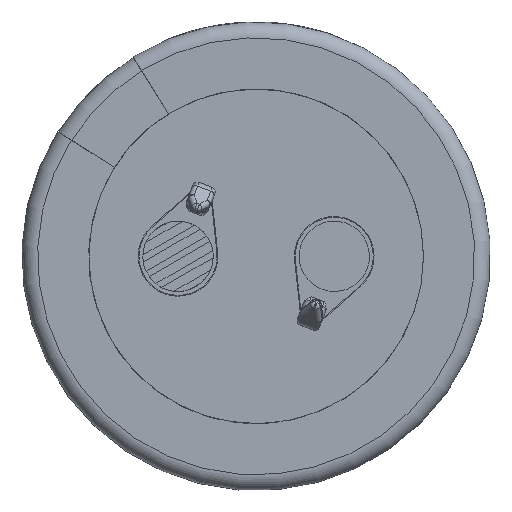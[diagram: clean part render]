
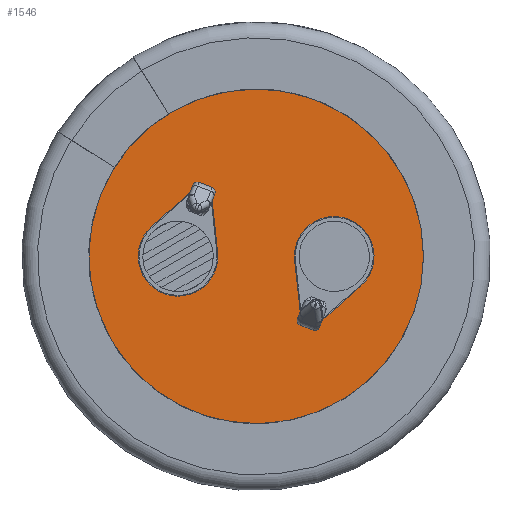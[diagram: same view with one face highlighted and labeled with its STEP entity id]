
A CAD part, front view. The second image highlights one B-rep face of the part: STEP entity #1546.
In plain terms, the highlighted planar face has unit normal (0, -1, 0).
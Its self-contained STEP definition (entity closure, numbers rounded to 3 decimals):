
#1546 = ADVANCED_FACE( '', ( #3276, #3277, #3278 ), #3279, .T. );
#3276 = FACE_OUTER_BOUND( '', #6968, .T. );
#3277 = FACE_BOUND( '', #6969, .T. );
#3278 = FACE_BOUND( '', #6970, .T. );
#3279 = PLANE( '', #6971 );
#6968 = EDGE_LOOP( '', ( #11302 ) );
#6969 = EDGE_LOOP( '', ( #11303, #11304, #11305, #11306 ) );
#6970 = EDGE_LOOP( '', ( #11307, #11308, #11309, #11310 ) );
#6971 = AXIS2_PLACEMENT_3D( '', #11311, #11312, #11313 );
#11302 = ORIENTED_EDGE( '', *, *, #14403, .T. );
#11303 = ORIENTED_EDGE( '', *, *, #13090, .F. );
#11304 = ORIENTED_EDGE( '', *, *, #14054, .F. );
#11305 = ORIENTED_EDGE( '', *, *, #14058, .F. );
#11306 = ORIENTED_EDGE( '', *, *, #14482, .F. );
#11307 = ORIENTED_EDGE( '', *, *, #14174, .T. );
#11308 = ORIENTED_EDGE( '', *, *, #14483, .T. );
#11309 = ORIENTED_EDGE( '', *, *, #14389, .T. );
#11310 = ORIENTED_EDGE( '', *, *, #13364, .T. );
#11311 = CARTESIAN_POINT( '', ( 0., 0., 0. ) );
#11312 = DIRECTION( '', ( 0., -1., 0. ) );
#11313 = DIRECTION( '', ( 1., 0., 0. ) );
#13090 = EDGE_CURVE( '', #15445, #15446, #15447, .T. );
#13364 = EDGE_CURVE( '', #15900, #15901, #15902, .T. );
#14054 = EDGE_CURVE( '', #16943, #15445, #16944, .T. );
#14058 = EDGE_CURVE( '', #16948, #16943, #16949, .T. );
#14174 = EDGE_CURVE( '', #15901, #17100, #17101, .T. );
#14389 = EDGE_CURVE( '', #17368, #15900, #17369, .T. );
#14403 = EDGE_CURVE( '', #17386, #17386, #17387, .T. );
#14482 = EDGE_CURVE( '', #15446, #16948, #17474, .T. );
#14483 = EDGE_CURVE( '', #17100, #17368, #17475, .T. );
#15445 = VERTEX_POINT( '', #19181 );
#15446 = VERTEX_POINT( '', #19182 );
#15447 = LINE( '', #19183, #19184 );
#15900 = VERTEX_POINT( '', #20345 );
#15901 = VERTEX_POINT( '', #20346 );
#15902 = CIRCLE( '', #20347, 2.55 );
#16943 = VERTEX_POINT( '', #22645 );
#16944 = LINE( '', #22646, #22647 );
#16948 = VERTEX_POINT( '', #22652 );
#16949 = LINE( '', #22653, #22654 );
#17100 = VERTEX_POINT( '', #23034 );
#17101 = LINE( '', #23035, #23036 );
#17368 = VERTEX_POINT( '', #23642 );
#17369 = LINE( '', #23643, #23644 );
#17386 = VERTEX_POINT( '', #23670 );
#17387 = CIRCLE( '', #23671, 12.429 );
#17474 = CIRCLE( '', #23898, 2.55 );
#17475 = LINE( '', #23899, #23900 );
#19181 = CARTESIAN_POINT( '', ( -4.27, 0., 4.059 ) );
#19182 = CARTESIAN_POINT( '', ( -6.694, 0., 1.906 ) );
#19183 = CARTESIAN_POINT( '', ( -4.27, 0., 4.059 ) );
#19184 = VECTOR( '', #24671, 1000. );
#20345 = CARTESIAN_POINT( '', ( 2.465, 0., -0.274 ) );
#20346 = CARTESIAN_POINT( '', ( 6.694, 0., -1.906 ) );
#20347 = AXIS2_PLACEMENT_3D( '', #24746, #24747, #24748 );
#22645 = CARTESIAN_POINT( '', ( -2.814, 0., 3.497 ) );
#22646 = CARTESIAN_POINT( '', ( -2.814, 0., 3.497 ) );
#22647 = VECTOR( '', #25018, 1000. );
#22652 = CARTESIAN_POINT( '', ( -2.465, 0., 0.274 ) );
#22653 = CARTESIAN_POINT( '', ( -2.465, 0., 0.274 ) );
#22654 = VECTOR( '', #25020, 1000. );
#23034 = CARTESIAN_POINT( '', ( 4.27, 0., -4.059 ) );
#23035 = CARTESIAN_POINT( '', ( 6.694, 0., -1.906 ) );
#23036 = VECTOR( '', #25052, 1000. );
#23642 = CARTESIAN_POINT( '', ( 2.814, 0., -3.497 ) );
#23643 = CARTESIAN_POINT( '', ( 2.814, 0., -3.497 ) );
#23644 = VECTOR( '', #25114, 1000. );
#23670 = CARTESIAN_POINT( '', ( 12.429, 0., 0. ) );
#23671 = AXIS2_PLACEMENT_3D( '', #25120, #25121, #25122 );
#23898 = AXIS2_PLACEMENT_3D( '', #25144, #25145, #25146 );
#23899 = CARTESIAN_POINT( '', ( 4.27, 0., -4.059 ) );
#23900 = VECTOR( '', #25147, 1000. );
#24671 = DIRECTION( '', ( -0.748, 0., -0.664 ) );
#24746 = CARTESIAN_POINT( '', ( 5., 0., 0. ) );
#24747 = DIRECTION( '', ( 0., 1., 0. ) );
#24748 = DIRECTION( '', ( 0., 0., -1. ) );
#25018 = DIRECTION( '', ( -0.933, 0., 0.36 ) );
#25020 = DIRECTION( '', ( -0.108, 0., 0.994 ) );
#25052 = DIRECTION( '', ( -0.748, 0., -0.664 ) );
#25114 = DIRECTION( '', ( -0.108, 0., 0.994 ) );
#25120 = CARTESIAN_POINT( '', ( 0., 0., 0. ) );
#25121 = DIRECTION( '', ( 0., -1., 0. ) );
#25122 = DIRECTION( '', ( 1., 0., 0. ) );
#25144 = CARTESIAN_POINT( '', ( -5., 0., 0. ) );
#25145 = DIRECTION( '', ( 0., -1., 0. ) );
#25146 = DIRECTION( '', ( 0., 0., 1. ) );
#25147 = DIRECTION( '', ( -0.933, 0., 0.36 ) );
